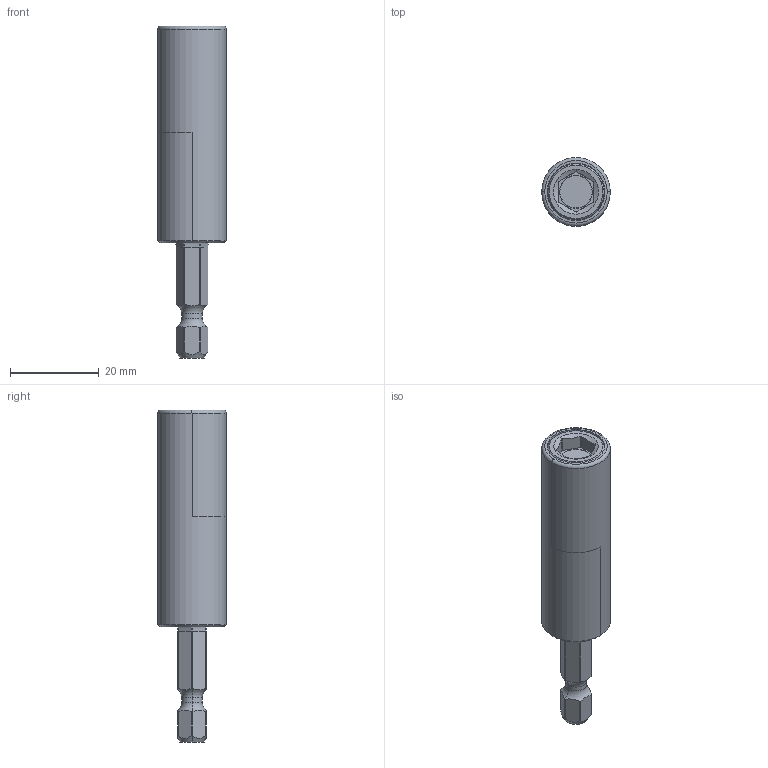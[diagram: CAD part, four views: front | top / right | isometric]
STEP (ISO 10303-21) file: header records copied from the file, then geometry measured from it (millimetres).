
FILE_DESCRIPTION((''),'2;1');
FILE_NAME('4027108508_ASM','2024-01-02T09:53:19',('a00565553'),(''),'CREO PARAMETRIC BY PTC INC, 2022414','CREO PARAMETRIC BY PTC INC, 2022414','');
FILE_SCHEMA(('CONFIG_CONTROL_DESIGN','GEOMETRIC_VALIDATION_PROPERTIES_MIM'));
Length unit declared in the file: millimetre
Products named in the file (3): 4027903088; 4027299024; 4027108508_ASM
Assembly tree (2 placements, depth 2):
  4027108508_ASM
    4027903088
    4027299024
Bounding box: 15.5 x 15.5 x 75 mm (x, y, z)
Volume: 8867.7 mm3; surface area: 8212.3 mm2
Topology: 4 solids, 4 shells, 112 faces, 268 edges, 165 vertices
Faces by surface type: cylinder 44, plane 28, torus 20, cone 14, bspline 6
Entity records: 6086 total; most frequent: CARTESIAN_POINT 3164, DIRECTION 552, ORIENTED_EDGE 532, EDGE_CURVE 266, AXIS2_PLACEMENT_3D 233, VERTEX_POINT 165, CIRCLE 122, EDGE_LOOP 117
